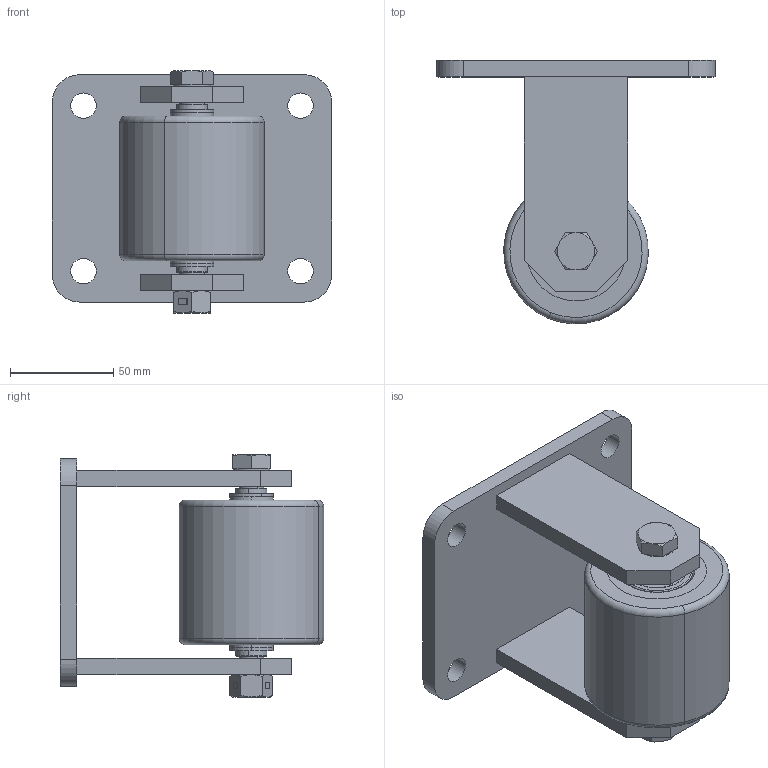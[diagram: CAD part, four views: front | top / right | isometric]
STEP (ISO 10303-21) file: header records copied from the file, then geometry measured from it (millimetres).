
FILE_DESCRIPTION (( 'STEP AP214' ), '1' );
FILE_NAME ('0012666.step', '2021-04-06T07:57:48', ( '' ), ( '' ), 'SwSTEP 2.0', 'SolidWorks 2020', '' );
FILE_SCHEMA (( 'AUTOMOTIVE_DESIGN' ));
Length unit declared in the file: millimetre
Products named in the file (1): 0012666
Bounding box: 135 x 127.47 x 117.5 mm (x, y, z)
Volume: 437874.6 mm3; surface area: 137470.2 mm2
Topology: 22 solids, 22 shells, 266 faces, 564 edges, 344 vertices
Faces by surface type: cylinder 96, plane 92, torus 50, cone 28
Entity records: 10555 total; most frequent: CARTESIAN_POINT 1383, DIRECTION 1376, ORIENTED_EDGE 1128, AXIS2_PLACEMENT_3D 581, EDGE_CURVE 564, VERTEX_POINT 344, EDGE_LOOP 316, CIRCLE 314
